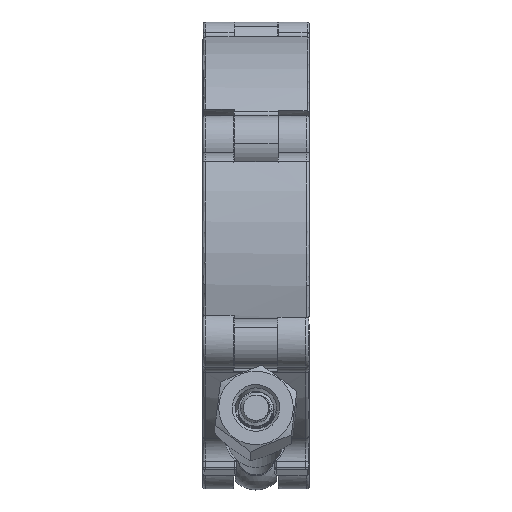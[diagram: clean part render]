
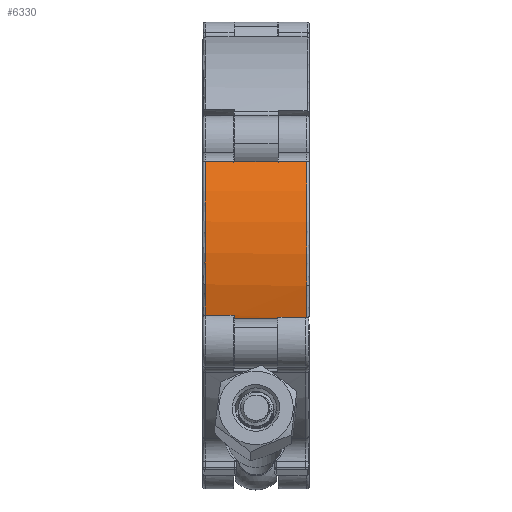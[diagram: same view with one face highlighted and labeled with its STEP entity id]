
A CAD part, top view. The second image highlights one B-rep face of the part: STEP entity #6330.
In plain terms, the highlighted cylindrical face has radius 37.5 mm (diameter 75 mm), a partial arc.
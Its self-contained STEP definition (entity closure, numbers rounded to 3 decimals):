
#151 = ORIENTED_EDGE ( 'NONE', *, *, #4728, .F. ) ;
#227 = CARTESIAN_POINT ( 'NONE',  ( 9., 24.431, 28.449 ) ) ;
#1083 = VERTEX_POINT ( 'NONE', #8776 ) ;
#1101 = LINE ( 'NONE', #9530, #12658 ) ;
#1115 = DIRECTION ( 'NONE',  ( 1., 0., 0. ) ) ;
#1154 = EDGE_CURVE ( 'NONE', #4071, #12385, #3804, .T. ) ;
#1209 = VERTEX_POINT ( 'NONE', #2547 ) ;
#1323 = ORIENTED_EDGE ( 'NONE', *, *, #2548, .T. ) ;
#1469 = DIRECTION ( 'NONE',  ( 0., 0., -1. ) ) ;
#1471 = CIRCLE ( 'NONE', #8927, 37.5 ) ;
#1561 = DIRECTION ( 'NONE',  ( -1., 0., 0. ) ) ;
#1597 = DIRECTION ( 'NONE',  ( 0., 0., -1. ) ) ;
#1619 = DIRECTION ( 'NONE',  ( 1., 0., 0. ) ) ;
#1625 = EDGE_CURVE ( 'NONE', #12445, #13462, #4498, .T. ) ;
#2134 = CYLINDRICAL_SURFACE ( 'NONE', #6798, 37.5 ) ;
#2366 = LINE ( 'NONE', #3285, #12776 ) ;
#2447 = LINE ( 'NONE', #3370, #5142 ) ;
#2547 = CARTESIAN_POINT ( 'NONE',  ( -3.75, 37.166, 4.995 ) ) ;
#2548 = EDGE_CURVE ( 'NONE', #10291, #12445, #2366, .T. ) ;
#2873 = CARTESIAN_POINT ( 'NONE',  ( 3.7, 24.431, 28.449 ) ) ;
#2974 = ORIENTED_EDGE ( 'NONE', *, *, #3257, .F. ) ;
#3194 = DIRECTION ( 'NONE',  ( -1., 0., 0. ) ) ;
#3257 = EDGE_CURVE ( 'NONE', #6188, #8387, #1471, .T. ) ;
#3285 = CARTESIAN_POINT ( 'NONE',  ( 9., 37.166, 4.995 ) ) ;
#3330 = ORIENTED_EDGE ( 'NONE', *, *, #5403, .T. ) ;
#3369 = AXIS2_PLACEMENT_3D ( 'NONE', #9959, #5845, #1597 ) ;
#3370 = CARTESIAN_POINT ( 'NONE',  ( 9., 37.166, 4.995 ) ) ;
#3440 = DIRECTION ( 'NONE',  ( -1., 0., 0. ) ) ;
#3544 = CARTESIAN_POINT ( 'NONE',  ( 3.75, 37.166, 4.995 ) ) ;
#3594 = DIRECTION ( 'NONE',  ( 1., 0., 0. ) ) ;
#3691 = LINE ( 'NONE', #227, #4814 ) ;
#3804 = LINE ( 'NONE', #8059, #5040 ) ;
#3848 = DIRECTION ( 'NONE',  ( 0., 0., -1. ) ) ;
#3885 = LINE ( 'NONE', #12605, #10246 ) ;
#4071 = VERTEX_POINT ( 'NONE', #9594 ) ;
#4138 = CARTESIAN_POINT ( 'NONE',  ( -3.7, 0., 0. ) ) ;
#4331 = FACE_OUTER_BOUND ( 'NONE', #6637, .T. ) ;
#4366 = ORIENTED_EDGE ( 'NONE', *, *, #8089, .T. ) ;
#4370 = CARTESIAN_POINT ( 'NONE',  ( 3.7, 0., 0. ) ) ;
#4397 = ORIENTED_EDGE ( 'NONE', *, *, #9026, .T. ) ;
#4498 = CIRCLE ( 'NONE', #3369, 37.5 ) ;
#4728 = EDGE_CURVE ( 'NONE', #8387, #1083, #3691, .T. ) ;
#4814 = VECTOR ( 'NONE', #1561, 1000. ) ;
#4872 = DIRECTION ( 'NONE',  ( 1., 0., 0. ) ) ;
#5039 = ORIENTED_EDGE ( 'NONE', *, *, #1154, .T. ) ;
#5040 = VECTOR ( 'NONE', #4872, 1000. ) ;
#5142 = VECTOR ( 'NONE', #3440, 1000. ) ;
#5252 = CARTESIAN_POINT ( 'NONE',  ( -3.7, 24.882, 28.056 ) ) ;
#5403 = EDGE_CURVE ( 'NONE', #6188, #6013, #3885, .T. ) ;
#5405 = DIRECTION ( 'NONE',  ( 0., 0., 1. ) ) ;
#5757 = DIRECTION ( 'NONE',  ( -1., 0., 0. ) ) ;
#5842 = ORIENTED_EDGE ( 'NONE', *, *, #7668, .F. ) ;
#5845 = DIRECTION ( 'NONE',  ( 1., 0., 0. ) ) ;
#6013 = VERTEX_POINT ( 'NONE', #13944 ) ;
#6188 = VERTEX_POINT ( 'NONE', #12694 ) ;
#6330 = ADVANCED_FACE ( 'NONE', ( #4331 ), #2134, .T. ) ;
#6374 = DIRECTION ( 'NONE',  ( 0., 0., 1. ) ) ;
#6637 = EDGE_LOOP ( 'NONE', ( #12721, #4366, #5039, #5842, #151, #2974, #3330, #4397, #1323, #9759, #7538, #9480 ) ) ;
#6798 = AXIS2_PLACEMENT_3D ( 'NONE', #12907, #3194, #6374 ) ;
#6961 = EDGE_CURVE ( 'NONE', #1209, #12792, #9733, .T. ) ;
#7309 = EDGE_CURVE ( 'NONE', #13462, #12792, #1101, .T. ) ;
#7527 = DIRECTION ( 'NONE',  ( -1., 0., 0. ) ) ;
#7538 = ORIENTED_EDGE ( 'NONE', *, *, #7309, .T. ) ;
#7668 = EDGE_CURVE ( 'NONE', #1083, #12385, #8348, .T. ) ;
#7871 = AXIS2_PLACEMENT_3D ( 'NONE', #13495, #13425, #3848 ) ;
#7920 = CARTESIAN_POINT ( 'NONE',  ( -3.75, 0., 0. ) ) ;
#8059 = CARTESIAN_POINT ( 'NONE',  ( -6.35, 24.882, 28.056 ) ) ;
#8089 = EDGE_CURVE ( 'NONE', #8478, #4071, #13742, .T. ) ;
#8226 = CARTESIAN_POINT ( 'NONE',  ( 8.6, 37.166, 4.995 ) ) ;
#8348 = CIRCLE ( 'NONE', #12429, 37.5 ) ;
#8387 = VERTEX_POINT ( 'NONE', #2873 ) ;
#8478 = VERTEX_POINT ( 'NONE', #10720 ) ;
#8571 = AXIS2_PLACEMENT_3D ( 'NONE', #7920, #3594, #1469 ) ;
#8683 = DIRECTION ( 'NONE',  ( 0., 0., -1. ) ) ;
#8776 = CARTESIAN_POINT ( 'NONE',  ( -3.7, 24.431, 28.449 ) ) ;
#8853 = EDGE_CURVE ( 'NONE', #1209, #8478, #2447, .T. ) ;
#8927 = AXIS2_PLACEMENT_3D ( 'NONE', #4370, #9674, #8683 ) ;
#9026 = EDGE_CURVE ( 'NONE', #6013, #10291, #13985, .T. ) ;
#9480 = ORIENTED_EDGE ( 'NONE', *, *, #6961, .F. ) ;
#9530 = CARTESIAN_POINT ( 'NONE',  ( 0., 37.157, 5.059 ) ) ;
#9594 = CARTESIAN_POINT ( 'NONE',  ( -8.6, 24.882, 28.056 ) ) ;
#9674 = DIRECTION ( 'NONE',  ( 1., 0., 0. ) ) ;
#9733 = CIRCLE ( 'NONE', #8571, 37.5 ) ;
#9759 = ORIENTED_EDGE ( 'NONE', *, *, #1625, .T. ) ;
#9959 = CARTESIAN_POINT ( 'NONE',  ( 3.75, 0., 0. ) ) ;
#10246 = VECTOR ( 'NONE', #1619, 1000. ) ;
#10291 = VERTEX_POINT ( 'NONE', #8226 ) ;
#10530 = CARTESIAN_POINT ( 'NONE',  ( -8.6, 0., 0. ) ) ;
#10606 = CARTESIAN_POINT ( 'NONE',  ( 3.75, 37.157, 5.059 ) ) ;
#10720 = CARTESIAN_POINT ( 'NONE',  ( -8.6, 37.166, 4.995 ) ) ;
#11719 = DIRECTION ( 'NONE',  ( -1., 0., 0. ) ) ;
#12154 = AXIS2_PLACEMENT_3D ( 'NONE', #10530, #1115, #12743 ) ;
#12385 = VERTEX_POINT ( 'NONE', #5252 ) ;
#12429 = AXIS2_PLACEMENT_3D ( 'NONE', #4138, #7527, #5405 ) ;
#12445 = VERTEX_POINT ( 'NONE', #3544 ) ;
#12605 = CARTESIAN_POINT ( 'NONE',  ( 6.35, 24.593, 28.31 ) ) ;
#12658 = VECTOR ( 'NONE', #11719, 1000. ) ;
#12694 = CARTESIAN_POINT ( 'NONE',  ( 3.7, 24.593, 28.31 ) ) ;
#12721 = ORIENTED_EDGE ( 'NONE', *, *, #8853, .T. ) ;
#12743 = DIRECTION ( 'NONE',  ( 0., 0., -1. ) ) ;
#12776 = VECTOR ( 'NONE', #5757, 1000. ) ;
#12792 = VERTEX_POINT ( 'NONE', #12960 ) ;
#12907 = CARTESIAN_POINT ( 'NONE',  ( 9., 0., 0. ) ) ;
#12960 = CARTESIAN_POINT ( 'NONE',  ( -3.75, 37.157, 5.059 ) ) ;
#13425 = DIRECTION ( 'NONE',  ( -1., 0., 0. ) ) ;
#13462 = VERTEX_POINT ( 'NONE', #10606 ) ;
#13495 = CARTESIAN_POINT ( 'NONE',  ( 8.6, 0., 0. ) ) ;
#13742 = CIRCLE ( 'NONE', #12154, 37.5 ) ;
#13944 = CARTESIAN_POINT ( 'NONE',  ( 8.6, 24.593, 28.31 ) ) ;
#13985 = CIRCLE ( 'NONE', #7871, 37.5 ) ;
